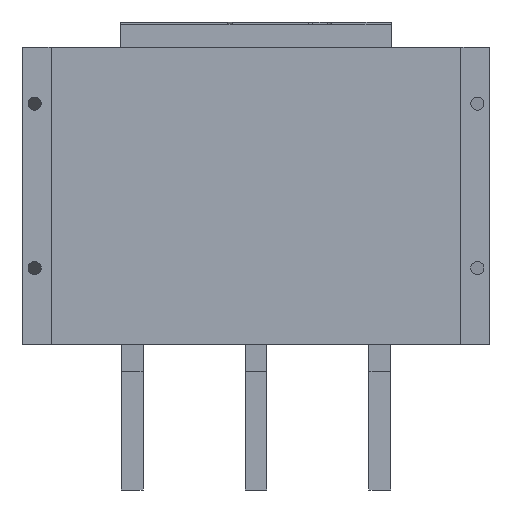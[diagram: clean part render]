
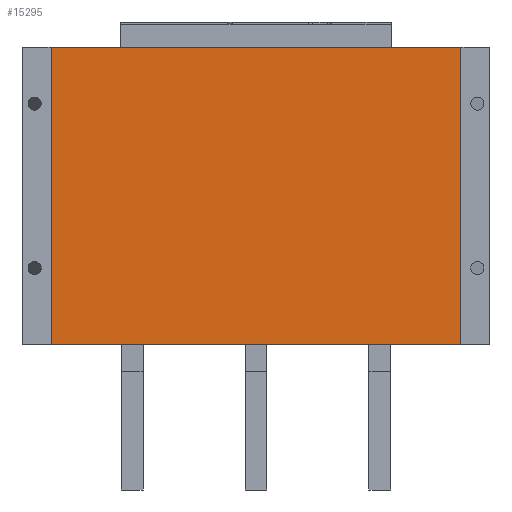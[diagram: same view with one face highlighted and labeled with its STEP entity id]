
A CAD part, front view. The second image highlights one B-rep face of the part: STEP entity #15295.
In plain terms, the highlighted planar face has unit normal (0, -1, 0).
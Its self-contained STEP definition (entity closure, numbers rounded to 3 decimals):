
#425 = EDGE_CURVE ( 'NONE', #8600, #15260, #16338, .T. ) ;
#556 = DIRECTION ( 'NONE',  ( 0., 0., 1. ) ) ;
#903 = EDGE_CURVE ( 'NONE', #11745, #15260, #7839, .T. ) ;
#2117 = VERTEX_POINT ( 'NONE', #17408 ) ;
#2439 = CARTESIAN_POINT ( 'NONE',  ( 187., 0., 0. ) ) ;
#4130 = EDGE_CURVE ( 'NONE', #2117, #11745, #17985, .T. ) ;
#4159 = ORIENTED_EDGE ( 'NONE', *, *, #903, .T. ) ;
#4717 = VECTOR ( 'NONE', #556, 1000. ) ;
#6405 = DIRECTION ( 'NONE',  ( 1., 0., 0. ) ) ;
#6507 = PLANE ( 'NONE',  #16204 ) ;
#6605 = CARTESIAN_POINT ( 'NONE',  ( 187., 0., -271. ) ) ;
#6824 = VECTOR ( 'NONE', #12760, 1000. ) ;
#6920 = VECTOR ( 'NONE', #7310, 1000. ) ;
#7310 = DIRECTION ( 'NONE',  ( 1., 0., 0. ) ) ;
#7839 = LINE ( 'NONE', #6605, #6824 ) ;
#8600 = VERTEX_POINT ( 'NONE', #11367 ) ;
#9944 = FACE_OUTER_BOUND ( 'NONE', #19247, .T. ) ;
#10271 = ORIENTED_EDGE ( 'NONE', *, *, #18134, .F. ) ;
#10588 = CARTESIAN_POINT ( 'NONE',  ( 187., 0., -271. ) ) ;
#11254 = DIRECTION ( 'NONE',  ( 0., -1., 0. ) ) ;
#11367 = CARTESIAN_POINT ( 'NONE',  ( -187., 0., 0. ) ) ;
#11538 = CARTESIAN_POINT ( 'NONE',  ( -187., 0., -271. ) ) ;
#11745 = VERTEX_POINT ( 'NONE', #10588 ) ;
#11762 = CARTESIAN_POINT ( 'NONE',  ( 187., 0., -271. ) ) ;
#11972 = ORIENTED_EDGE ( 'NONE', *, *, #425, .F. ) ;
#12760 = DIRECTION ( 'NONE',  ( 0., 0., 1. ) ) ;
#12843 = LINE ( 'NONE', #11538, #4717 ) ;
#15260 = VERTEX_POINT ( 'NONE', #15685 ) ;
#15295 = ADVANCED_FACE ( 'NONE', ( #9944 ), #6507, .T. ) ;
#15536 = VECTOR ( 'NONE', #17944, 1000. ) ;
#15685 = CARTESIAN_POINT ( 'NONE',  ( 187., 0., 0. ) ) ;
#16078 = CARTESIAN_POINT ( 'NONE',  ( 187., 0., -271. ) ) ;
#16204 = AXIS2_PLACEMENT_3D ( 'NONE', #16078, #11254, #6405 ) ;
#16338 = LINE ( 'NONE', #2439, #15536 ) ;
#16966 = ORIENTED_EDGE ( 'NONE', *, *, #4130, .T. ) ;
#17408 = CARTESIAN_POINT ( 'NONE',  ( -187., 0., -271. ) ) ;
#17944 = DIRECTION ( 'NONE',  ( 1., 0., 0. ) ) ;
#17985 = LINE ( 'NONE', #11762, #6920 ) ;
#18134 = EDGE_CURVE ( 'NONE', #2117, #8600, #12843, .T. ) ;
#19247 = EDGE_LOOP ( 'NONE', ( #11972, #10271, #16966, #4159 ) ) ;
